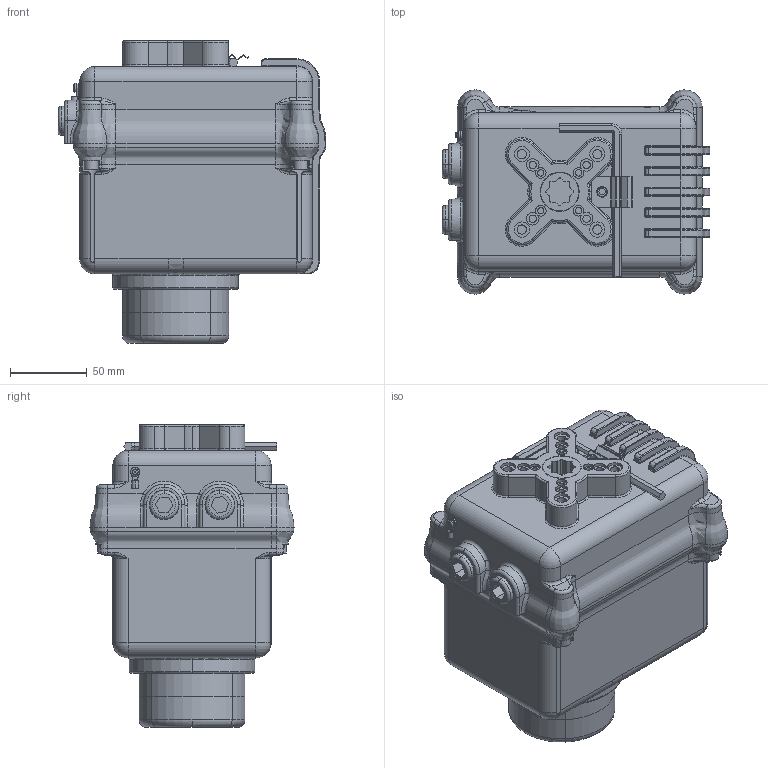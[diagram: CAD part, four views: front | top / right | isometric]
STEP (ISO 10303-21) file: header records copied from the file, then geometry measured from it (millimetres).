
FILE_DESCRIPTION (( 'STEP AP203' ), '1' );
FILE_NAME ('RCEL005L.STEP', '2018-08-16T13:04:01', ( '' ), ( '' ), 'SwSTEP 2.0', 'SolidWorks 2018', '' );
FILE_SCHEMA (( 'CONFIG_CONTROL_DESIGN' ));
Length unit declared in the file: millimetre
Products named in the file (1): RCEL005L
Bounding box: 174.94 x 133.35 x 198 mm (x, y, z)
Volume: 2434985.8 mm3; surface area: 133896.2 mm2
Topology: 1 solids, 1 shells, 1111 faces, 2650 edges, 1543 vertices
Faces by surface type: cylinder 412, plane 256, bspline 251, torus 160, sphere 28, cone 4
Entity records: 50266 total; most frequent: CARTESIAN_POINT 26307, ORIENTED_EDGE 5208, DIRECTION 4712, EDGE_CURVE 2604, AXIS2_PLACEMENT_3D 1842, VERTEX_POINT 1542, EDGE_LOOP 1160, FACE_OUTER_BOUND 1111
